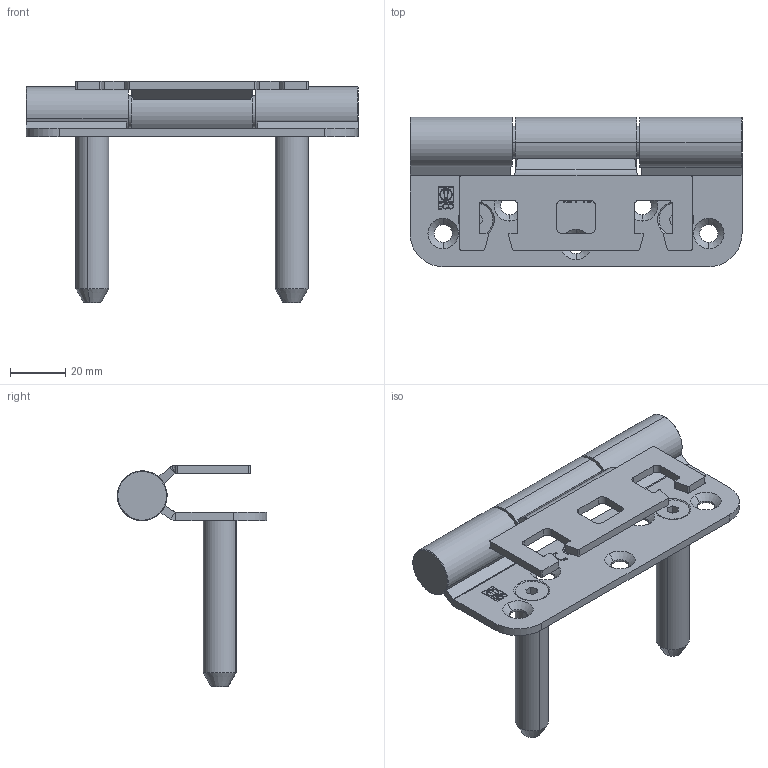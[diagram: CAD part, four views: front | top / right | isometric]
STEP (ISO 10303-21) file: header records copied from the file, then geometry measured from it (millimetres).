
FILE_DESCRIPTION (( 'STEP AP214' ), '1' );
FILE_NAME ('OBX-18-2541-120-LG-RC-B-TZ.STEP', '2019-07-12T09:33:02', ( '' ), ( '' ), 'SwSTEP 2.0', 'SolidWorks 2017', '' );
FILE_SCHEMA (( 'AUTOMOTIVE_DESIGN' ));
Length unit declared in the file: millimetre
Products named in the file (25): D046-14312; D044-14308; B01572; DIN5401-III; ISO 10642_M6x16 - A2-70; ISO 10642; D044-24252; B02853; OBX-18-2541-120-LG-RC-B-TZ; D043-29554; D043-25261
Assembly tree (15 placements, depth 2):
  D046-14312
  B01572
  B01572
  DIN5401-III
  ISO 10642
Bounding box: 120 x 54 x 80 mm (x, y, z)
Volume: 60218.4 mm3; surface area: 35307.6 mm2
Topology: 15 solids, 15 shells, 524 faces, 1297 edges, 840 vertices
Faces by surface type: plane 238, cylinder 154, bspline 62, cone 54, sphere 12, torus 4
Entity records: 17338 total; most frequent: CARTESIAN_POINT 5966, ORIENTED_EDGE 2260, DIRECTION 2097, EDGE_CURVE 1130, VERTEX_POINT 737, AXIS2_PLACEMENT_3D 700, VECTOR 697, LINE 697
